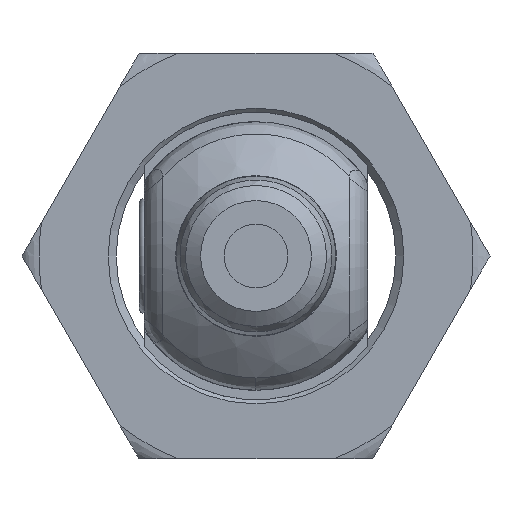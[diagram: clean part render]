
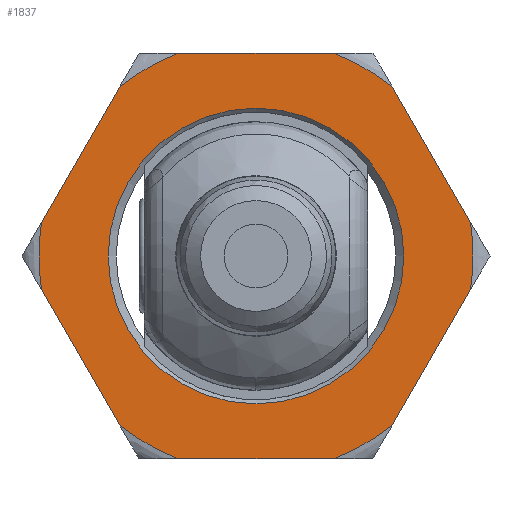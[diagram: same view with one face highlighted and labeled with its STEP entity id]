
A CAD part, left-side view. The second image highlights one B-rep face of the part: STEP entity #1837.
In plain terms, the highlighted planar face has unit normal (-1, 0, 0).
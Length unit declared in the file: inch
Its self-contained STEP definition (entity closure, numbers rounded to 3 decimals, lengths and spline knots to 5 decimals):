
#170 = ORIENTED_EDGE ( 'NONE', *, *, #5682, .T. ) ;
#196 = CIRCLE ( 'NONE', #3775, 0.53501 ) ;
#252 = CARTESIAN_POINT ( 'NONE',  ( 0.23447, 0.19241, -0.49921 ) ) ;
#278 = ORIENTED_EDGE ( 'NONE', *, *, #4928, .T. ) ;
#339 = CARTESIAN_POINT ( 'NONE',  ( 0.23447, -0.52854, -0.08297 ) ) ;
#342 = DIRECTION ( 'NONE',  ( -1., 0., 0. ) ) ;
#455 = VERTEX_POINT ( 'NONE', #4140 ) ;
#478 = VERTEX_POINT ( 'NONE', #339 ) ;
#487 = CIRCLE ( 'NONE', #5788, 0.53501 ) ;
#582 = CARTESIAN_POINT ( 'NONE',  ( 0.23447, 0., 0. ) ) ;
#614 = VERTEX_POINT ( 'NONE', #2659 ) ;
#777 = CARTESIAN_POINT ( 'NONE',  ( 0.23447, 0.52854, 0.08297 ) ) ;
#798 = EDGE_CURVE ( 'NONE', #2369, #455, #4760, .T. ) ;
#815 = VECTOR ( 'NONE', #4954, 39.37008 ) ;
#1012 = VERTEX_POINT ( 'NONE', #6146 ) ;
#1075 = CARTESIAN_POINT ( 'NONE',  ( 0.23447, 0., 0.49921 ) ) ;
#1157 = CARTESIAN_POINT ( 'NONE',  ( 0.23447, -0.19241, 0.49921 ) ) ;
#1158 = LINE ( 'NONE', #3792, #815 ) ;
#1159 = DIRECTION ( 'NONE',  ( 0., 0., 1. ) ) ;
#1212 = DIRECTION ( 'NONE',  ( 0., 0., -1. ) ) ;
#1216 = AXIS2_PLACEMENT_3D ( 'NONE', #6524, #3340, #3268 ) ;
#1274 = LINE ( 'NONE', #2934, #6713 ) ;
#1342 = VERTEX_POINT ( 'NONE', #6734 ) ;
#1394 = VECTOR ( 'NONE', #3741, 39.37008 ) ;
#1403 = VECTOR ( 'NONE', #5058, 39.37008 ) ;
#1404 = CARTESIAN_POINT ( 'NONE',  ( 0.23447, 0., -0.49921 ) ) ;
#1418 = ORIENTED_EDGE ( 'NONE', *, *, #4646, .T. ) ;
#1545 = AXIS2_PLACEMENT_3D ( 'NONE', #5421, #2218, #2955 ) ;
#1600 = LINE ( 'NONE', #1075, #1394 ) ;
#1609 = CARTESIAN_POINT ( 'NONE',  ( 0.23447, 0., 0. ) ) ;
#1837 = ADVANCED_FACE ( 'NONE', ( #2705, #6376 ), #5242, .F. ) ;
#1885 = EDGE_LOOP ( 'NONE', ( #6539, #5789, #2790, #5841, #6538, #3354, #1418, #3641, #170, #5345, #278, #2614 ) ) ;
#1940 = EDGE_CURVE ( 'NONE', #5712, #2369, #4365, .T. ) ;
#2027 = EDGE_CURVE ( 'NONE', #478, #3239, #4698, .T. ) ;
#2103 = VERTEX_POINT ( 'NONE', #252 ) ;
#2194 = EDGE_CURVE ( 'NONE', #455, #2103, #6281, .T. ) ;
#2213 = AXIS2_PLACEMENT_3D ( 'NONE', #4386, #2826, #1212 ) ;
#2218 = DIRECTION ( 'NONE',  ( -1., 0., 0. ) ) ;
#2283 = CARTESIAN_POINT ( 'NONE',  ( 0.23447, -0.52854, 0.08297 ) ) ;
#2332 = CARTESIAN_POINT ( 'NONE',  ( 0.23447, 0.52854, -0.08297 ) ) ;
#2369 = VERTEX_POINT ( 'NONE', #2332 ) ;
#2530 = DIRECTION ( 'NONE',  ( 0., 0., 1. ) ) ;
#2542 = CARTESIAN_POINT ( 'NONE',  ( 0.23447, 0., 0. ) ) ;
#2545 = CIRCLE ( 'NONE', #3110, 0.53501 ) ;
#2614 = ORIENTED_EDGE ( 'NONE', *, *, #6512, .T. ) ;
#2659 = CARTESIAN_POINT ( 'NONE',  ( 0.23447, 0.19241, 0.49921 ) ) ;
#2705 = FACE_BOUND ( 'NONE', #6555, .T. ) ;
#2790 = ORIENTED_EDGE ( 'NONE', *, *, #3688, .T. ) ;
#2826 = DIRECTION ( 'NONE',  ( 1., 0., 0. ) ) ;
#2829 = EDGE_CURVE ( 'NONE', #614, #5610, #196, .T. ) ;
#2863 = CARTESIAN_POINT ( 'NONE',  ( 0.23447, 0.33612, 0.41624 ) ) ;
#2934 = CARTESIAN_POINT ( 'NONE',  ( 0.23447, -0.43233, -0.24961 ) ) ;
#2955 = DIRECTION ( 'NONE',  ( 0., 0., 1. ) ) ;
#2989 = LINE ( 'NONE', #6695, #4548 ) ;
#3007 = DIRECTION ( 'NONE',  ( 0., -0.5, 0.866 ) ) ;
#3015 = AXIS2_PLACEMENT_3D ( 'NONE', #1609, #3682, #3750 ) ;
#3110 = AXIS2_PLACEMENT_3D ( 'NONE', #6910, #5236, #2530 ) ;
#3239 = VERTEX_POINT ( 'NONE', #2283 ) ;
#3253 = VERTEX_POINT ( 'NONE', #1157 ) ;
#3268 = DIRECTION ( 'NONE',  ( 0., 0., 1. ) ) ;
#3340 = DIRECTION ( 'NONE',  ( -1., 0., 0. ) ) ;
#3354 = ORIENTED_EDGE ( 'NONE', *, *, #2194, .T. ) ;
#3599 = EDGE_CURVE ( 'NONE', #3253, #614, #1600, .T. ) ;
#3641 = ORIENTED_EDGE ( 'NONE', *, *, #4599, .T. ) ;
#3682 = DIRECTION ( 'NONE',  ( 1., 0., 0. ) ) ;
#3688 = EDGE_CURVE ( 'NONE', #5610, #5712, #1158, .T. ) ;
#3741 = DIRECTION ( 'NONE',  ( 0., 1., 0. ) ) ;
#3750 = DIRECTION ( 'NONE',  ( 0., 0., 1. ) ) ;
#3775 = AXIS2_PLACEMENT_3D ( 'NONE', #5019, #342, #5656 ) ;
#3792 = CARTESIAN_POINT ( 'NONE',  ( 0.23447, 0.43233, 0.24961 ) ) ;
#3975 = DIRECTION ( 'NONE',  ( -1., 0., 0. ) ) ;
#4067 = LINE ( 'NONE', #1404, #1403 ) ;
#4096 = DIRECTION ( 'NONE',  ( 0., -0.5, -0.866 ) ) ;
#4140 = CARTESIAN_POINT ( 'NONE',  ( 0.23447, 0.33612, -0.41624 ) ) ;
#4149 = DIRECTION ( 'NONE',  ( 0., 0.5, 0.866 ) ) ;
#4365 = CIRCLE ( 'NONE', #1216, 0.53501 ) ;
#4386 = CARTESIAN_POINT ( 'NONE',  ( 0.23447, 0., 0. ) ) ;
#4410 = VECTOR ( 'NONE', #4096, 39.37008 ) ;
#4548 = VECTOR ( 'NONE', #4149, 39.37008 ) ;
#4551 = DIRECTION ( 'NONE',  ( 0., 0., 1. ) ) ;
#4599 = EDGE_CURVE ( 'NONE', #1342, #6814, #487, .T. ) ;
#4646 = EDGE_CURVE ( 'NONE', #2103, #1342, #4067, .T. ) ;
#4698 = CIRCLE ( 'NONE', #1545, 0.53501 ) ;
#4760 = LINE ( 'NONE', #5721, #4410 ) ;
#4921 = DIRECTION ( 'NONE',  ( -1., 0., 0. ) ) ;
#4928 = EDGE_CURVE ( 'NONE', #3239, #5708, #2989, .T. ) ;
#4954 = DIRECTION ( 'NONE',  ( 0., 0.5, -0.866 ) ) ;
#5019 = CARTESIAN_POINT ( 'NONE',  ( 0.23447, 0., 0. ) ) ;
#5058 = DIRECTION ( 'NONE',  ( 0., -1., 0. ) ) ;
#5188 = CARTESIAN_POINT ( 'NONE',  ( 0.23447, -0.33612, -0.41624 ) ) ;
#5199 = ORIENTED_EDGE ( 'NONE', *, *, #6872, .T. ) ;
#5236 = DIRECTION ( 'NONE',  ( -1., 0., 0. ) ) ;
#5242 = PLANE ( 'NONE',  #3015 ) ;
#5244 = CIRCLE ( 'NONE', #2213, 0.36417 ) ;
#5345 = ORIENTED_EDGE ( 'NONE', *, *, #2027, .T. ) ;
#5421 = CARTESIAN_POINT ( 'NONE',  ( 0.23447, 0., 0. ) ) ;
#5492 = AXIS2_PLACEMENT_3D ( 'NONE', #2542, #3975, #4551 ) ;
#5610 = VERTEX_POINT ( 'NONE', #2863 ) ;
#5656 = DIRECTION ( 'NONE',  ( 0., 0., 1. ) ) ;
#5682 = EDGE_CURVE ( 'NONE', #6814, #478, #1274, .T. ) ;
#5708 = VERTEX_POINT ( 'NONE', #6860 ) ;
#5712 = VERTEX_POINT ( 'NONE', #777 ) ;
#5721 = CARTESIAN_POINT ( 'NONE',  ( 0.23447, 0.43233, -0.24961 ) ) ;
#5788 = AXIS2_PLACEMENT_3D ( 'NONE', #582, #4921, #1159 ) ;
#5789 = ORIENTED_EDGE ( 'NONE', *, *, #2829, .T. ) ;
#5841 = ORIENTED_EDGE ( 'NONE', *, *, #1940, .T. ) ;
#6146 = CARTESIAN_POINT ( 'NONE',  ( 0.23447, 0., -0.36417 ) ) ;
#6281 = CIRCLE ( 'NONE', #5492, 0.53501 ) ;
#6376 = FACE_OUTER_BOUND ( 'NONE', #1885, .T. ) ;
#6512 = EDGE_CURVE ( 'NONE', #5708, #3253, #2545, .T. ) ;
#6524 = CARTESIAN_POINT ( 'NONE',  ( 0.23447, 0., 0. ) ) ;
#6538 = ORIENTED_EDGE ( 'NONE', *, *, #798, .T. ) ;
#6539 = ORIENTED_EDGE ( 'NONE', *, *, #3599, .T. ) ;
#6555 = EDGE_LOOP ( 'NONE', ( #5199 ) ) ;
#6695 = CARTESIAN_POINT ( 'NONE',  ( 0.23447, -0.43233, 0.24961 ) ) ;
#6713 = VECTOR ( 'NONE', #3007, 39.37008 ) ;
#6734 = CARTESIAN_POINT ( 'NONE',  ( 0.23447, -0.19241, -0.49921 ) ) ;
#6814 = VERTEX_POINT ( 'NONE', #5188 ) ;
#6860 = CARTESIAN_POINT ( 'NONE',  ( 0.23447, -0.33612, 0.41624 ) ) ;
#6872 = EDGE_CURVE ( 'NONE', #1012, #1012, #5244, .T. ) ;
#6910 = CARTESIAN_POINT ( 'NONE',  ( 0.23447, 0., 0. ) ) ;
